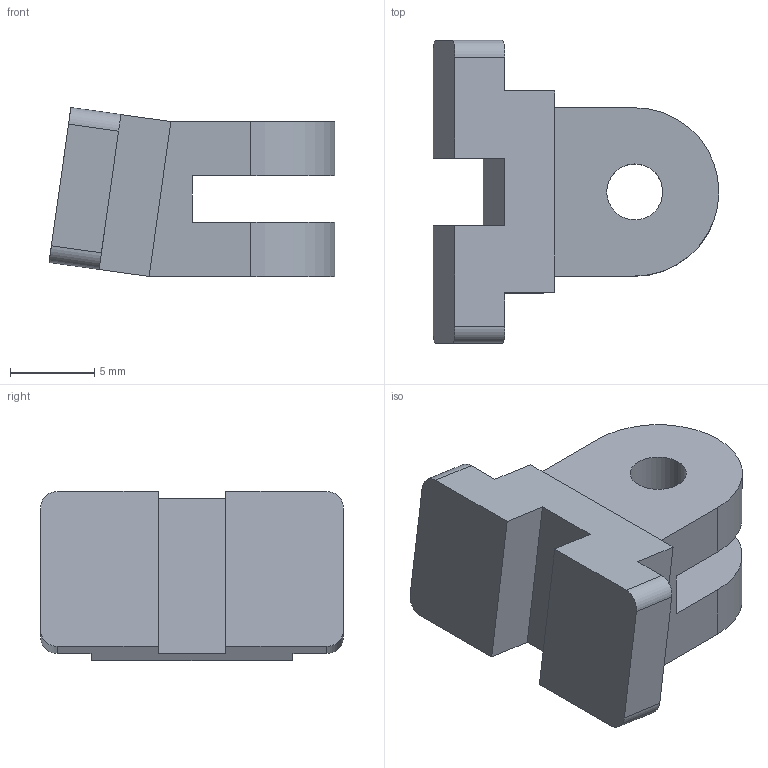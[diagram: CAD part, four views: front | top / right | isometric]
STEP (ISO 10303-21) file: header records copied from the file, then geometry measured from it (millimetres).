
FILE_DESCRIPTION (( 'STEP AP203' ), '1' );
FILE_NAME ('b2_t.STEP', '2015-02-28T01:15:27', ( '' ), ( '' ), 'SwSTEP 2.0', 'SolidWorks 2013', '' );
FILE_SCHEMA (( 'CONFIG_CONTROL_DESIGN' ));
Length unit declared in the file: millimetre
Products named in the file (1): b2_t
Bounding box: 16.98 x 18 x 10.04 mm (x, y, z)
Volume: 1302.2 mm3; surface area: 1150.7 mm2
Topology: 1 solids, 1 shells, 37 faces, 101 edges, 66 vertices
Faces by surface type: plane 23, cylinder 14
Entity records: 1256 total; most frequent: CARTESIAN_POINT 205, DIRECTION 205, ORIENTED_EDGE 202, EDGE_CURVE 101, VECTOR 73, LINE 73, AXIS2_PLACEMENT_3D 66, VERTEX_POINT 66
